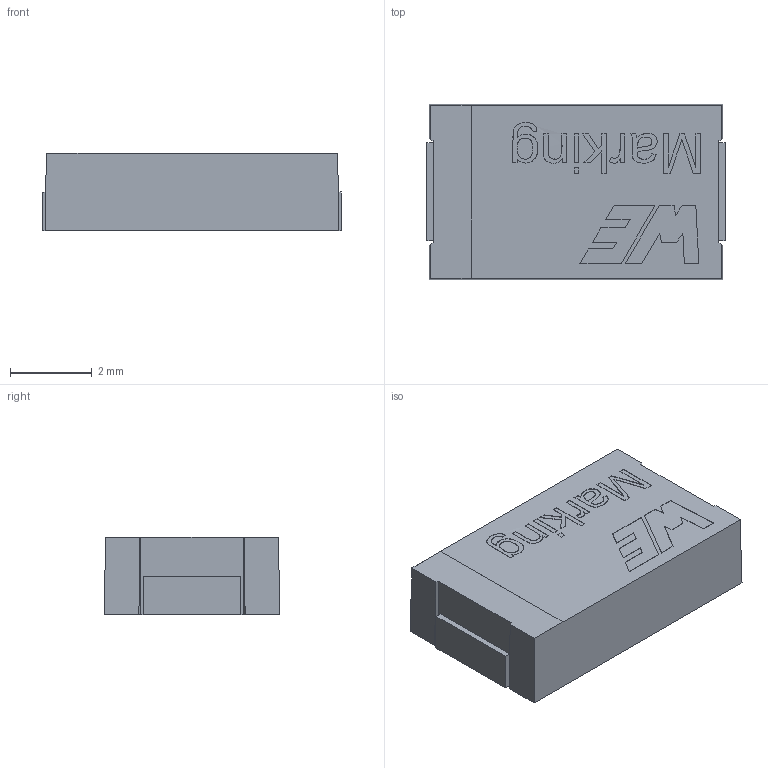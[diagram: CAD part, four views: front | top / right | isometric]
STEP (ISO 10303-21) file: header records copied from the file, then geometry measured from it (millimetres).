
FILE_DESCRIPTION(/* description */ ('Unknown','CAx-IF Rec.Pracs.---Representation and Presentation of Product Manufacturing Information (PMI)---4.0---2014-10-13','CAx-IF Rec.Pracs.---3D Tessellated Geometry---0.4---2014-09-14','2;1'),/* implementation_level */ '2;1');
FILE_NAME(/* name */ 'CP_Wurth_WCAP-PHLE-L7.3W4.3H1.9',/* time_stamp */ '2025-01-08T10:12:17+08:00',/* author */ ('Unknown'),/* organization */ ('Unknown'),/* preprocessor_version */ 'ST-DEVELOPER v16.7',/* originating_system */ 'Solid Edge',/* authorisation */ 'Unknown');
FILE_SCHEMA (('AP242_MANAGED_MODEL_BASED_3D_ENGINEERING_MIM_LF { 1 0 10303 442 1 1 4 }'));
Length unit declared in the file: metre
Products named in the file (2): CP_Wurth_WCAP-PHLE-L7.3W4.3H1.9
Assembly tree (1 placements, depth 2):
  CP_Wurth_WCAP-PHLE-L7.3W4.3H1.9
    CP_Wurth_WCAP-PHLE-L7.3W4.3H1.9
Bounding box: 7.3 x 4.3 x 1.9 mm (x, y, z)
Volume: 57.9 mm3; surface area: 107.6 mm2
Topology: 1 solids, 1 shells, 137 faces, 357 edges, 236 vertices
Faces by surface type: plane 121, bspline 15, sphere 1
Entity records: 5479 total; most frequent: CARTESIAN_POINT 1219, ORIENTED_EDGE 712, DIRECTION 576, EDGE_CURVE 356, LINE 322, VECTOR 322, VERTEX_POINT 236, EDGE_LOOP 152
